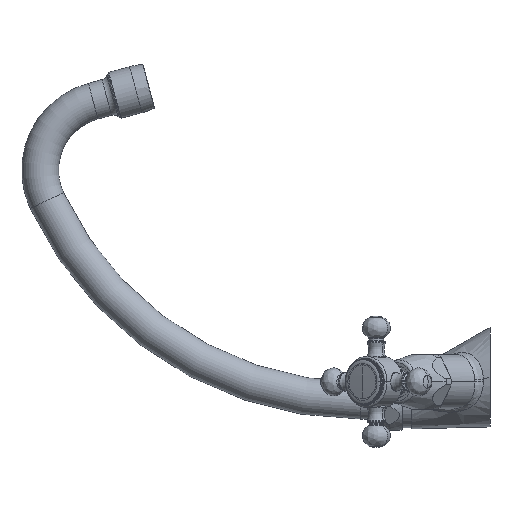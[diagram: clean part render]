
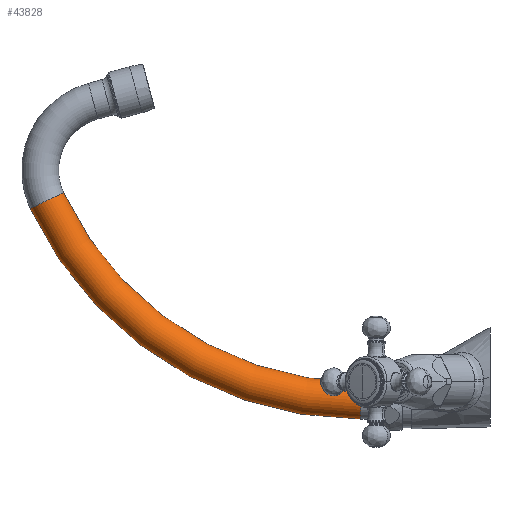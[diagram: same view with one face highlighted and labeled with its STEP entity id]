
A CAD part, left-side view. The second image highlights one B-rep face of the part: STEP entity #43828.
In plain terms, the highlighted toroidal (fillet/blend) face has major radius 168.937 mm and minor radius 9 mm.
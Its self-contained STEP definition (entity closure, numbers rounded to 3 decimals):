
#13667=CARTESIAN_POINT('',(0.,63.1,-11.4));
#13668=DIRECTION('',(0.,1.,0.));
#13669=DIRECTION('',(0.,0.,-1.));
#13670=AXIS2_PLACEMENT_3D('',#13667,#13668,#13669);
#13672=CARTESIAN_POINT('',(0.,63.1,157.537));
#13673=DIRECTION('',(1.,0.,0.));
#13674=DIRECTION('',(0.,0.,-1.));
#13675=AXIS2_PLACEMENT_3D('',#13672,#13673,#13674);
#13682=CARTESIAN_POINT('',(0.,63.1,157.537));
#13683=DIRECTION('',(1.,0.,0.));
#13684=DIRECTION('',(0.,0.,-1.));
#13685=AXIS2_PLACEMENT_3D('',#13682,#13683,#13684);
#13697=CARTESIAN_POINT('',(0.,216.229,86.184));
#13698=DIRECTION('',(0.,0.422,0.906));
#13699=DIRECTION('',(0.,0.906,-0.422));
#13700=AXIS2_PLACEMENT_3D('',#13697,#13698,#13699);
#20408=CARTESIAN_POINT('',(0.,63.1,-2.4));
#20409=CARTESIAN_POINT('',(0.,63.1,-20.4));
#20410=VERTEX_POINT('',#20408);
#20411=VERTEX_POINT('',#20409);
#20412=CARTESIAN_POINT('',(0.,208.071,89.986));
#20413=CARTESIAN_POINT('',(0.,224.387,82.383));
#20414=VERTEX_POINT('',#20412);
#20415=VERTEX_POINT('',#20413);
#43814=CARTESIAN_POINT('',(0.,63.1,157.537));
#43815=DIRECTION('',(1.,0.,0.));
#43816=DIRECTION('',(0.,0.,1.));
#43817=AXIS2_PLACEMENT_3D('',#43814,#43815,#43816);
#43818=TOROIDAL_SURFACE('',#43817,168.937,9.);
#43819=ORIENTED_EDGE('',*,*,#43801,.F.);
#43821=ORIENTED_EDGE('',*,*,#43820,.T.);
#43823=ORIENTED_EDGE('',*,*,#43822,.T.);
#43825=ORIENTED_EDGE('',*,*,#43824,.F.);
#43826=EDGE_LOOP('',(#43819,#43821,#43823,#43825));
#43827=FACE_OUTER_BOUND('',#43826,.F.);
#43828=ADVANCED_FACE('',(#43827),#43818,.T.);
#13671=CIRCLE('',#13670,9.);
#13676=CIRCLE('',#13675,177.937);
#13686=CIRCLE('',#13685,159.937);
#13701=CIRCLE('',#13700,9.);
#43801=EDGE_CURVE('',#20411,#20410,#13671,.T.);
#43820=EDGE_CURVE('',#20411,#20415,#13676,.T.);
#43822=EDGE_CURVE('',#20415,#20414,#13701,.T.);
#43824=EDGE_CURVE('',#20410,#20414,#13686,.T.);
